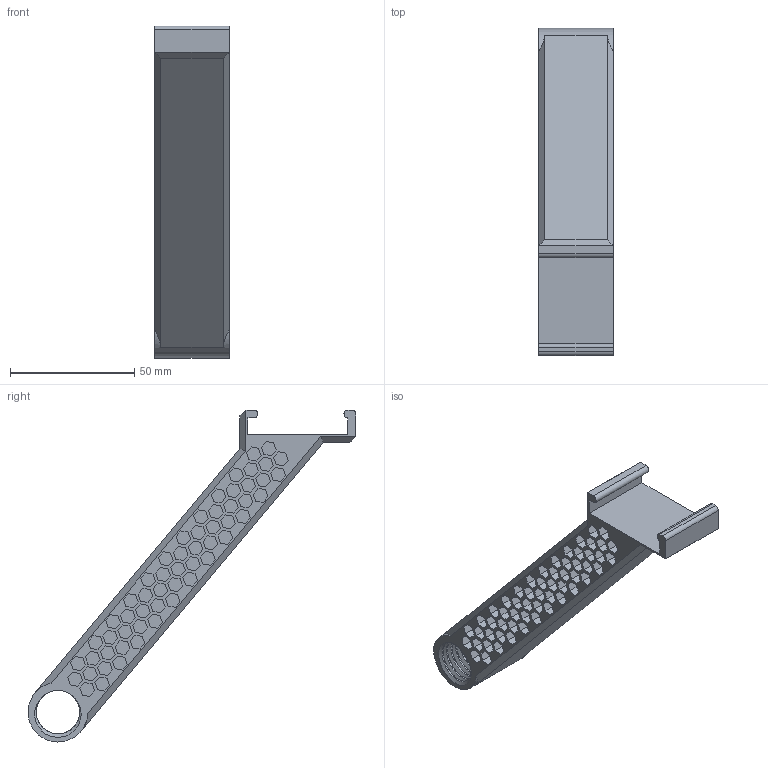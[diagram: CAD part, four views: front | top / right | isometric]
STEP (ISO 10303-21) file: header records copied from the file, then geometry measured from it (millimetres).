
FILE_DESCRIPTION (( 'STEP AP214' ), '1' );
FILE_NAME ('i3_Lowceiling_filament_holder[base[.STEP', '2025-01-12T21:42:53', ( '' ), ( '' ), 'SwSTEP 2.0', 'SolidWorks 2024', '' );
FILE_SCHEMA (( 'AUTOMOTIVE_DESIGN' ));
Length unit declared in the file: millimetre
Products named in the file (1): i3_Lowceiling_filament_holder[base[
Bounding box: 30 x 131.72 x 133.38 mm (x, y, z)
Volume: 78794.4 mm3; surface area: 42607.6 mm2
Topology: 1 solids, 1 shells, 854 faces, 2206 edges, 1468 vertices
Faces by surface type: plane 821, cylinder 30, bspline 3
Entity records: 31479 total; most frequent: CARTESIAN_POINT 10690, ORIENTED_EDGE 4412, DIRECTION 3860, EDGE_CURVE 2206, VECTOR 2132, LINE 2132, VERTEX_POINT 1468, EDGE_LOOP 970
